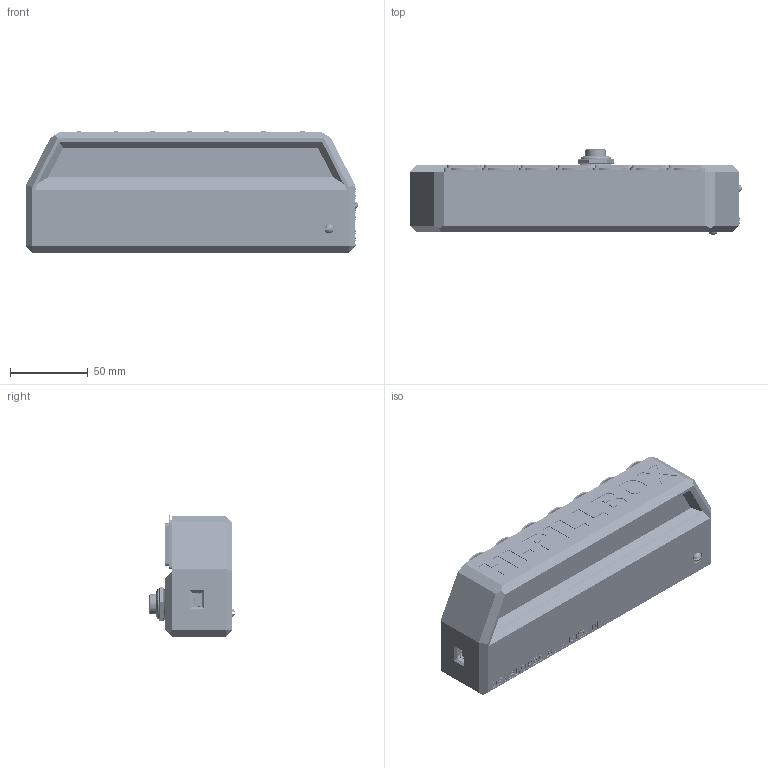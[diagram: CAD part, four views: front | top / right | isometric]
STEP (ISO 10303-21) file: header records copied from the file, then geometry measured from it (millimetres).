
FILE_DESCRIPTION(('FreeCAD Model'),'2;1');
FILE_NAME('Open CASCADE Shape Model','2025-04-29T16:28:06',('FreeCAD'),( 'FreeCAD'),'Open CASCADE STEP processor 7.6','FreeCAD','Unknown');
FILE_SCHEMA(('AUTOMOTIVE_DESIGN { 1 0 10303 214 1 1 1 1 }'));
Products named in the file (1): Open CASCADE STEP translator 7.6 1
Bounding box: 214.01 x 55.69 x 78.25 mm (x, y, z)
Volume: 293877.1 mm3; surface area: 216142.8 mm2
Topology: 141 solids, 274 shells, 13902 faces, 36427 edges, 24564 vertices
Faces by surface type: bspline 13902
Entity records: 432304 total; most frequent: CARTESIAN_POINT 215406, ORIENTED_EDGE 70802, EDGE_CURVE 35666, B_SPLINE_CURVE_WITH_KNOTS 30054, VERTEX_POINT 23220, FACE_BOUND 15379, EDGE_LOOP 15379, ADVANCED_FACE 13902
